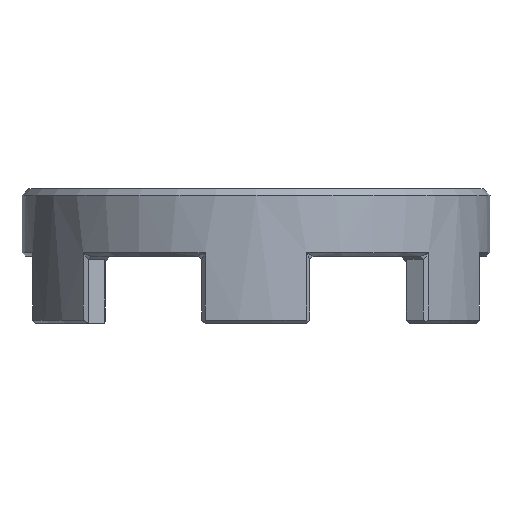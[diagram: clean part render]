
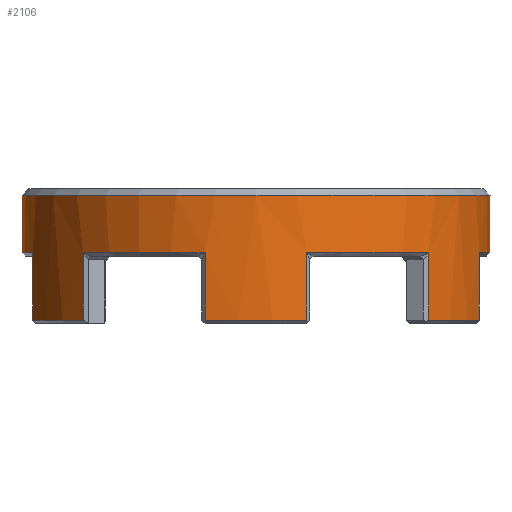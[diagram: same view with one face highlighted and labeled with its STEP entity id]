
A CAD part, left-side view. The second image highlights one B-rep face of the part: STEP entity #2106.
In plain terms, the highlighted cylindrical face has radius 17.34 mm (diameter 34.68 mm), a full revolution.
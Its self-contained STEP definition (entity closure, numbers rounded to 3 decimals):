
#271=FACE_OUTER_BOUND('',#402,.T.);
#402=EDGE_LOOP('',(#1757,#1758,#1759,#1760,#1761,#1762,#1763,#1764,#1765,
#1766,#1767,#1768,#1769,#1770,#1771,#1772,#1773,#1774,#1775,#1776,#1777,
#1778,#1779,#1780,#1781,#1782,#1783,#1784));
#464=CIRCLE('',#2182,17.34);
#469=CIRCLE('',#2201,17.34);
#474=CIRCLE('',#2220,17.34);
#475=CIRCLE('',#2221,17.34);
#480=CIRCLE('',#2240,17.34);
#490=CIRCLE('',#2286,17.34);
#492=CIRCLE('',#2289,17.34);
#493=CIRCLE('',#2290,17.34);
#494=CIRCLE('',#2291,17.34);
#495=CIRCLE('',#2292,17.34);
#496=CIRCLE('',#2293,17.34);
#497=CIRCLE('',#2294,17.34);
#498=CIRCLE('',#2295,17.34);
#499=CIRCLE('',#2296,17.34);
#560=LINE('',#4075,#734);
#580=LINE('',#4154,#754);
#600=LINE('',#4235,#774);
#620=LINE('',#4314,#794);
#635=LINE('',#4377,#809);
#655=LINE('',#4448,#829);
#657=LINE('',#4460,#831);
#658=LINE('',#4462,#832);
#659=LINE('',#4465,#833);
#660=LINE('',#4470,#834);
#661=LINE('',#4473,#835);
#662=LINE('',#4476,#836);
#663=LINE('',#4479,#837);
#734=VECTOR('',#2464,10.);
#754=VECTOR('',#2522,10.);
#774=VECTOR('',#2582,10.);
#794=VECTOR('',#2640,10.);
#809=VECTOR('',#2681,10.);
#829=VECTOR('',#2731,10.);
#831=VECTOR('',#2743,17.34);
#832=VECTOR('',#2744,10.);
#833=VECTOR('',#2747,10.);
#834=VECTOR('',#2752,10.);
#835=VECTOR('',#2755,10.);
#836=VECTOR('',#2758,10.);
#837=VECTOR('',#2761,10.);
#915=VERTEX_POINT('',#4010);
#916=VERTEX_POINT('',#4014);
#932=VERTEX_POINT('',#4074);
#937=VERTEX_POINT('',#4089);
#938=VERTEX_POINT('',#4093);
#954=VERTEX_POINT('',#4153);
#959=VERTEX_POINT('',#4168);
#960=VERTEX_POINT('',#4172);
#961=VERTEX_POINT('',#4174);
#977=VERTEX_POINT('',#4234);
#982=VERTEX_POINT('',#4249);
#983=VERTEX_POINT('',#4253);
#999=VERTEX_POINT('',#4313);
#1016=VERTEX_POINT('',#4371);
#1017=VERTEX_POINT('',#4376);
#1037=VERTEX_POINT('',#4443);
#1038=VERTEX_POINT('',#4447);
#1039=VERTEX_POINT('',#4451);
#1040=VERTEX_POINT('',#4458);
#1041=VERTEX_POINT('',#4461);
#1042=VERTEX_POINT('',#4464);
#1043=VERTEX_POINT('',#4467);
#1044=VERTEX_POINT('',#4469);
#1045=VERTEX_POINT('',#4472);
#1046=VERTEX_POINT('',#4475);
#1047=VERTEX_POINT('',#4478);
#1115=EDGE_CURVE('',#915,#916,#464,.T.);
#1142=EDGE_CURVE('',#916,#932,#560,.T.);
#1148=EDGE_CURVE('',#937,#938,#469,.T.);
#1175=EDGE_CURVE('',#938,#954,#580,.T.);
#1181=EDGE_CURVE('',#959,#960,#474,.T.);
#1182=EDGE_CURVE('',#960,#961,#475,.T.);
#1209=EDGE_CURVE('',#961,#977,#600,.T.);
#1215=EDGE_CURVE('',#982,#983,#480,.T.);
#1242=EDGE_CURVE('',#983,#999,#620,.T.);
#1267=EDGE_CURVE('',#1016,#1017,#635,.T.);
#1297=EDGE_CURVE('',#1037,#1038,#655,.T.);
#1300=EDGE_CURVE('',#1039,#1037,#490,.T.);
#1302=EDGE_CURVE('',#1040,#1040,#492,.T.);
#1303=EDGE_CURVE('',#1040,#960,#657,.T.);
#1304=EDGE_CURVE('',#1041,#959,#658,.T.);
#1305=EDGE_CURVE('',#1038,#1041,#493,.T.);
#1306=EDGE_CURVE('',#1042,#1039,#659,.T.);
#1307=EDGE_CURVE('',#1017,#1042,#494,.T.);
#1308=EDGE_CURVE('',#1043,#1016,#495,.T.);
#1309=EDGE_CURVE('',#1044,#1043,#660,.T.);
#1310=EDGE_CURVE('',#999,#1044,#496,.T.);
#1311=EDGE_CURVE('',#1045,#982,#661,.T.);
#1312=EDGE_CURVE('',#932,#1045,#497,.T.);
#1313=EDGE_CURVE('',#1046,#915,#662,.T.);
#1314=EDGE_CURVE('',#954,#1046,#498,.T.);
#1315=EDGE_CURVE('',#1047,#937,#663,.T.);
#1316=EDGE_CURVE('',#977,#1047,#499,.T.);
#1757=ORIENTED_EDGE('',*,*,#1302,.F.);
#1758=ORIENTED_EDGE('',*,*,#1303,.T.);
#1759=ORIENTED_EDGE('',*,*,#1181,.F.);
#1760=ORIENTED_EDGE('',*,*,#1304,.F.);
#1761=ORIENTED_EDGE('',*,*,#1305,.F.);
#1762=ORIENTED_EDGE('',*,*,#1297,.F.);
#1763=ORIENTED_EDGE('',*,*,#1300,.F.);
#1764=ORIENTED_EDGE('',*,*,#1306,.F.);
#1765=ORIENTED_EDGE('',*,*,#1307,.F.);
#1766=ORIENTED_EDGE('',*,*,#1267,.F.);
#1767=ORIENTED_EDGE('',*,*,#1308,.F.);
#1768=ORIENTED_EDGE('',*,*,#1309,.F.);
#1769=ORIENTED_EDGE('',*,*,#1310,.F.);
#1770=ORIENTED_EDGE('',*,*,#1242,.F.);
#1771=ORIENTED_EDGE('',*,*,#1215,.F.);
#1772=ORIENTED_EDGE('',*,*,#1311,.F.);
#1773=ORIENTED_EDGE('',*,*,#1312,.F.);
#1774=ORIENTED_EDGE('',*,*,#1142,.F.);
#1775=ORIENTED_EDGE('',*,*,#1115,.F.);
#1776=ORIENTED_EDGE('',*,*,#1313,.F.);
#1777=ORIENTED_EDGE('',*,*,#1314,.F.);
#1778=ORIENTED_EDGE('',*,*,#1175,.F.);
#1779=ORIENTED_EDGE('',*,*,#1148,.F.);
#1780=ORIENTED_EDGE('',*,*,#1315,.F.);
#1781=ORIENTED_EDGE('',*,*,#1316,.F.);
#1782=ORIENTED_EDGE('',*,*,#1209,.F.);
#1783=ORIENTED_EDGE('',*,*,#1182,.F.);
#1784=ORIENTED_EDGE('',*,*,#1303,.F.);
#2023=CYLINDRICAL_SURFACE('',#2288,17.34);
#2106=ADVANCED_FACE('',(#271),#2023,.T.);
#2182=AXIS2_PLACEMENT_3D('',#4015,#2412,#2413);
#2201=AXIS2_PLACEMENT_3D('',#4094,#2470,#2471);
#2220=AXIS2_PLACEMENT_3D('',#4173,#2528,#2529);
#2221=AXIS2_PLACEMENT_3D('',#4175,#2530,#2531);
#2240=AXIS2_PLACEMENT_3D('',#4254,#2588,#2589);
#2286=AXIS2_PLACEMENT_3D('',#4455,#2735,#2736);
#2288=AXIS2_PLACEMENT_3D('',#4457,#2739,#2740);
#2289=AXIS2_PLACEMENT_3D('',#4459,#2741,#2742);
#2290=AXIS2_PLACEMENT_3D('',#4463,#2745,#2746);
#2291=AXIS2_PLACEMENT_3D('',#4466,#2748,#2749);
#2292=AXIS2_PLACEMENT_3D('',#4468,#2750,#2751);
#2293=AXIS2_PLACEMENT_3D('',#4471,#2753,#2754);
#2294=AXIS2_PLACEMENT_3D('',#4474,#2756,#2757);
#2295=AXIS2_PLACEMENT_3D('',#4477,#2759,#2760);
#2296=AXIS2_PLACEMENT_3D('',#4480,#2762,#2763);
#2412=DIRECTION('center_axis',(0.,0.,-1.));
#2413=DIRECTION('ref_axis',(-1.,0.,0.));
#2464=DIRECTION('',(0.,0.,1.));
#2470=DIRECTION('center_axis',(0.,0.,-1.));
#2471=DIRECTION('ref_axis',(1.,0.,0.));
#2522=DIRECTION('',(0.,0.,1.));
#2528=DIRECTION('center_axis',(0.,0.,-1.));
#2529=DIRECTION('ref_axis',(1.,0.,0.));
#2530=DIRECTION('center_axis',(0.,0.,-1.));
#2531=DIRECTION('ref_axis',(1.,0.,0.));
#2582=DIRECTION('',(0.,0.,1.));
#2588=DIRECTION('center_axis',(0.,0.,-1.));
#2589=DIRECTION('ref_axis',(-1.,0.,0.));
#2640=DIRECTION('',(0.,0.,1.));
#2681=DIRECTION('',(0.,0.,1.));
#2731=DIRECTION('',(0.,0.,1.));
#2735=DIRECTION('center_axis',(0.,0.,-1.));
#2736=DIRECTION('ref_axis',(1.,0.,0.));
#2739=DIRECTION('center_axis',(0.,0.,1.));
#2740=DIRECTION('ref_axis',(-1.,0.,0.));
#2741=DIRECTION('center_axis',(0.,0.,1.));
#2742=DIRECTION('ref_axis',(-1.,0.,0.));
#2743=DIRECTION('',(0.,0.,-1.));
#2744=DIRECTION('',(0.,0.,-1.));
#2745=DIRECTION('center_axis',(0.,0.,-1.));
#2746=DIRECTION('ref_axis',(1.,0.,0.));
#2747=DIRECTION('',(0.,0.,-1.));
#2748=DIRECTION('center_axis',(0.,0.,-1.));
#2749=DIRECTION('ref_axis',(1.,0.,0.));
#2750=DIRECTION('center_axis',(0.,0.,-1.));
#2751=DIRECTION('ref_axis',(-1.,0.,0.));
#2752=DIRECTION('',(0.,0.,-1.));
#2753=DIRECTION('center_axis',(0.,0.,-1.));
#2754=DIRECTION('ref_axis',(-1.,0.,0.));
#2755=DIRECTION('',(0.,0.,-1.));
#2756=DIRECTION('center_axis',(0.,0.,-1.));
#2757=DIRECTION('ref_axis',(-1.,0.,0.));
#2758=DIRECTION('',(0.,0.,-1.));
#2759=DIRECTION('center_axis',(0.,0.,-1.));
#2760=DIRECTION('ref_axis',(1.,0.,0.));
#2761=DIRECTION('',(0.,0.,-1.));
#2762=DIRECTION('center_axis',(0.,0.,-1.));
#2763=DIRECTION('ref_axis',(1.,0.,0.));
#4010=CARTESIAN_POINT('',(34.842,83.476,-1.35));
#4014=CARTESIAN_POINT('',(28.332,87.224,-1.35));
#4015=CARTESIAN_POINT('Origin',(40.034,100.02,-1.35));
#4074=CARTESIAN_POINT('',(28.332,87.224,3.65));
#4075=CARTESIAN_POINT('',(28.332,87.224,3.4));
#4089=CARTESIAN_POINT('',(51.782,87.266,-1.35));
#4093=CARTESIAN_POINT('',(45.284,83.494,-1.35));
#4094=CARTESIAN_POINT('Origin',(40.034,100.02,-1.35));
#4153=CARTESIAN_POINT('',(45.284,83.494,3.65));
#4154=CARTESIAN_POINT('',(45.284,83.494,3.4));
#4168=CARTESIAN_POINT('',(56.958,103.797,-1.35));
#4172=CARTESIAN_POINT('',(57.374,100.02,-1.35));
#4173=CARTESIAN_POINT('Origin',(40.034,100.02,-1.35));
#4174=CARTESIAN_POINT('',(56.967,96.284,-1.35));
#4175=CARTESIAN_POINT('Origin',(40.034,100.02,-1.35));
#4234=CARTESIAN_POINT('',(56.967,96.284,3.65));
#4235=CARTESIAN_POINT('',(56.967,96.284,3.4));
#4249=CARTESIAN_POINT('',(23.102,96.284,-1.35));
#4253=CARTESIAN_POINT('',(23.111,103.797,-1.35));
#4254=CARTESIAN_POINT('Origin',(40.034,100.02,-1.35));
#4313=CARTESIAN_POINT('',(23.111,103.797,3.65));
#4314=CARTESIAN_POINT('',(23.111,103.797,3.4));
#4371=CARTESIAN_POINT('',(34.862,116.571,-1.35));
#4376=CARTESIAN_POINT('',(34.862,116.571,3.65));
#4377=CARTESIAN_POINT('',(34.862,116.571,3.4));
#4443=CARTESIAN_POINT('',(51.766,112.789,-1.35));
#4447=CARTESIAN_POINT('',(51.766,112.789,3.65));
#4448=CARTESIAN_POINT('',(51.766,112.789,3.4));
#4451=CARTESIAN_POINT('',(45.265,116.553,-1.35));
#4455=CARTESIAN_POINT('Origin',(40.034,100.02,-1.35));
#4457=CARTESIAN_POINT('Origin',(40.034,100.02,3.4));
#4458=CARTESIAN_POINT('',(57.374,100.02,7.9));
#4459=CARTESIAN_POINT('Origin',(40.034,100.02,7.9));
#4460=CARTESIAN_POINT('',(57.374,100.02,3.4));
#4461=CARTESIAN_POINT('',(56.958,103.797,3.65));
#4462=CARTESIAN_POINT('',(56.958,103.797,3.4));
#4463=CARTESIAN_POINT('Origin',(40.034,100.02,3.65));
#4464=CARTESIAN_POINT('',(45.265,116.553,3.65));
#4465=CARTESIAN_POINT('',(45.265,116.553,3.4));
#4466=CARTESIAN_POINT('Origin',(40.034,100.02,3.65));
#4467=CARTESIAN_POINT('',(28.347,112.83,-1.35));
#4468=CARTESIAN_POINT('Origin',(40.034,100.02,-1.35));
#4469=CARTESIAN_POINT('',(28.347,112.83,3.65));
#4470=CARTESIAN_POINT('',(28.347,112.83,3.4));
#4471=CARTESIAN_POINT('Origin',(40.034,100.02,3.65));
#4472=CARTESIAN_POINT('',(23.102,96.284,3.65));
#4473=CARTESIAN_POINT('',(23.102,96.284,3.4));
#4474=CARTESIAN_POINT('Origin',(40.034,100.02,3.65));
#4475=CARTESIAN_POINT('',(34.842,83.476,3.65));
#4476=CARTESIAN_POINT('',(34.842,83.476,3.4));
#4477=CARTESIAN_POINT('Origin',(40.034,100.02,3.65));
#4478=CARTESIAN_POINT('',(51.782,87.266,3.65));
#4479=CARTESIAN_POINT('',(51.782,87.266,3.4));
#4480=CARTESIAN_POINT('Origin',(40.034,100.02,3.65));
